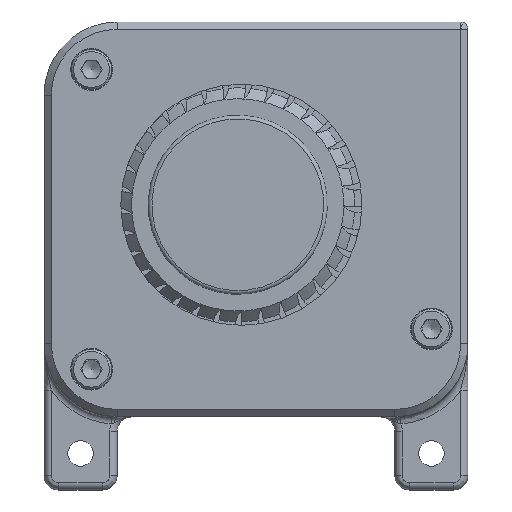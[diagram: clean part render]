
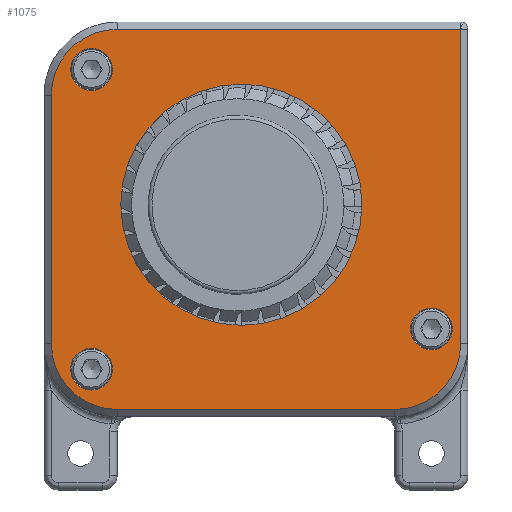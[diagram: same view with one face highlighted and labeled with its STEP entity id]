
A CAD part, top view. The second image highlights one B-rep face of the part: STEP entity #1075.
In plain terms, the highlighted planar face has unit normal (0, 0, 1).
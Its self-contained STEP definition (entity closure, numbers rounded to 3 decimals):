
#182=FACE_BOUND('',#2290,.T.);
#183=FACE_BOUND('',#2291,.T.);
#184=FACE_BOUND('',#2292,.T.);
#185=FACE_BOUND('',#2293,.T.);
#186=FACE_BOUND('',#2294,.T.);
#400=PLANE('',#9752);
#1075=ADVANCED_FACE('',(#182,#183,#184,#185,#186),#400,.F.);
#2290=EDGE_LOOP('',(#5688,#5689,#5690,#5691,#5692,#5693,#5694));
#2291=EDGE_LOOP('',(#5695));
#2292=EDGE_LOOP('',(#5696));
#2293=EDGE_LOOP('',(#5697));
#2294=EDGE_LOOP('',(#5698));
#2878=LINE('',#16011,#3434);
#2879=LINE('',#16016,#3435);
#2880=LINE('',#16018,#3436);
#2881=LINE('',#16022,#3437);
#3434=VECTOR('',#12210,1.);
#3435=VECTOR('',#12213,1.);
#3436=VECTOR('',#12214,1.);
#3437=VECTOR('',#12217,1.);
#5688=ORIENTED_EDGE('',*,*,#8030,.T.);
#5689=ORIENTED_EDGE('',*,*,#8031,.T.);
#5690=ORIENTED_EDGE('',*,*,#8032,.T.);
#5691=ORIENTED_EDGE('',*,*,#8033,.T.);
#5692=ORIENTED_EDGE('',*,*,#8034,.T.);
#5693=ORIENTED_EDGE('',*,*,#8035,.T.);
#5694=ORIENTED_EDGE('',*,*,#8036,.T.);
#5695=ORIENTED_EDGE('',*,*,#8037,.T.);
#5696=ORIENTED_EDGE('',*,*,#8038,.T.);
#5697=ORIENTED_EDGE('',*,*,#8039,.T.);
#5698=ORIENTED_EDGE('',*,*,#8040,.F.);
#6817=VERTEX_POINT('',#16012);
#6818=VERTEX_POINT('',#16013);
#6819=VERTEX_POINT('',#16015);
#6820=VERTEX_POINT('',#16017);
#6821=VERTEX_POINT('',#16019);
#6822=VERTEX_POINT('',#16021);
#6823=VERTEX_POINT('',#16023);
#6824=VERTEX_POINT('',#16026);
#6825=VERTEX_POINT('',#16028);
#6826=VERTEX_POINT('',#16030);
#6827=VERTEX_POINT('',#16032);
#8030=EDGE_CURVE('',#6817,#6818,#2878,.T.);
#8031=EDGE_CURVE('',#6818,#6819,#8749,.T.);
#8032=EDGE_CURVE('',#6819,#6820,#2879,.T.);
#8033=EDGE_CURVE('',#6820,#6821,#2880,.T.);
#8034=EDGE_CURVE('',#6821,#6822,#8750,.T.);
#8035=EDGE_CURVE('',#6822,#6823,#2881,.T.);
#8036=EDGE_CURVE('',#6823,#6817,#8751,.T.);
#8037=EDGE_CURVE('',#6824,#6824,#8752,.T.);
#8038=EDGE_CURVE('',#6825,#6825,#8753,.T.);
#8039=EDGE_CURVE('',#6826,#6826,#8754,.T.);
#8040=EDGE_CURVE('',#6827,#6827,#8755,.T.);
#8749=CIRCLE('',#9745,9.);
#8750=CIRCLE('',#9746,9.);
#8751=CIRCLE('',#9747,9.);
#8752=CIRCLE('',#9748,2.85);
#8753=CIRCLE('',#9749,2.85);
#8754=CIRCLE('',#9750,2.85);
#8755=CIRCLE('',#9751,16.5);
#9745=AXIS2_PLACEMENT_3D('',#16014,#12211,#12212);
#9746=AXIS2_PLACEMENT_3D('',#16020,#12215,#12216);
#9747=AXIS2_PLACEMENT_3D('',#16024,#12218,#12219);
#9748=AXIS2_PLACEMENT_3D('',#16025,#12220,#12221);
#9749=AXIS2_PLACEMENT_3D('',#16027,#12222,#12223);
#9750=AXIS2_PLACEMENT_3D('',#16029,#12224,#12225);
#9751=AXIS2_PLACEMENT_3D('',#16031,#12226,#12227);
#9752=AXIS2_PLACEMENT_3D('',#16033,#12228,#12229);
#12210=DIRECTION('',(1.,0.,0.));
#12211=DIRECTION('',(0.,0.,1.));
#12212=DIRECTION('',(-1.,0.,0.));
#12213=DIRECTION('',(0.,1.,0.));
#12214=DIRECTION('',(-1.,0.,0.));
#12215=DIRECTION('',(0.,0.,1.));
#12216=DIRECTION('',(-1.,0.,0.));
#12217=DIRECTION('',(0.,-1.,0.));
#12218=DIRECTION('',(0.,0.,1.));
#12219=DIRECTION('',(-1.,0.,0.));
#12220=DIRECTION('',(0.,0.,-1.));
#12221=DIRECTION('',(-1.,0.,0.));
#12222=DIRECTION('',(0.,0.,-1.));
#12223=DIRECTION('',(-1.,0.,0.));
#12224=DIRECTION('',(0.,0.,-1.));
#12225=DIRECTION('',(-1.,0.,0.));
#12226=DIRECTION('',(0.,0.,1.));
#12227=DIRECTION('',(-1.,0.,0.));
#12228=DIRECTION('',(0.,0.,-1.));
#12229=DIRECTION('',(-1.,0.,0.));
#16011=CARTESIAN_POINT('',(19.,-26.,16.6));
#16012=CARTESIAN_POINT('',(-19.,-26.,16.6));
#16013=CARTESIAN_POINT('',(19.,-26.,16.6));
#16014=CARTESIAN_POINT('',(19.,-17.,16.6));
#16015=CARTESIAN_POINT('',(28.,-17.,16.6));
#16016=CARTESIAN_POINT('',(28.,26.,16.6));
#16017=CARTESIAN_POINT('',(28.,26.,16.6));
#16018=CARTESIAN_POINT('',(-19.,26.,16.6));
#16019=CARTESIAN_POINT('',(-19.,26.,16.6));
#16020=CARTESIAN_POINT('',(-19.,17.,16.6));
#16021=CARTESIAN_POINT('',(-28.,17.,16.6));
#16022=CARTESIAN_POINT('',(-28.,-17.,16.6));
#16023=CARTESIAN_POINT('',(-28.,-17.,16.6));
#16024=CARTESIAN_POINT('',(-19.,-17.,16.6));
#16025=CARTESIAN_POINT('',(24.,-15.,16.6));
#16026=CARTESIAN_POINT('',(21.15,-15.,16.6));
#16027=CARTESIAN_POINT('',(-22.5,20.5,16.6));
#16028=CARTESIAN_POINT('',(-25.35,20.5,16.6));
#16029=CARTESIAN_POINT('',(-22.5,-20.5,16.6));
#16030=CARTESIAN_POINT('',(-25.35,-20.5,16.6));
#16031=CARTESIAN_POINT('',(-2.,2.,16.6));
#16032=CARTESIAN_POINT('',(-18.5,2.,16.6));
#16033=CARTESIAN_POINT('',(0.,0.,16.6));
